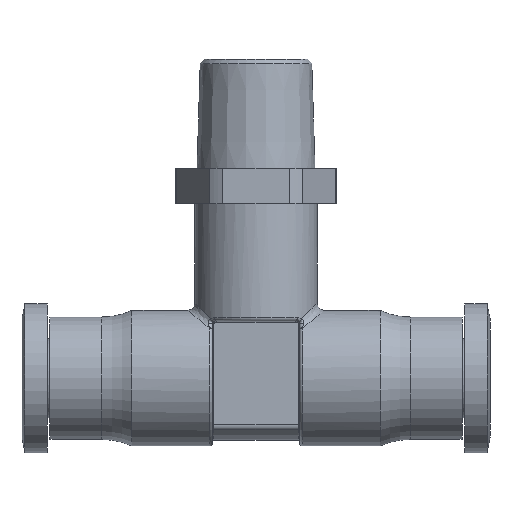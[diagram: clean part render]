
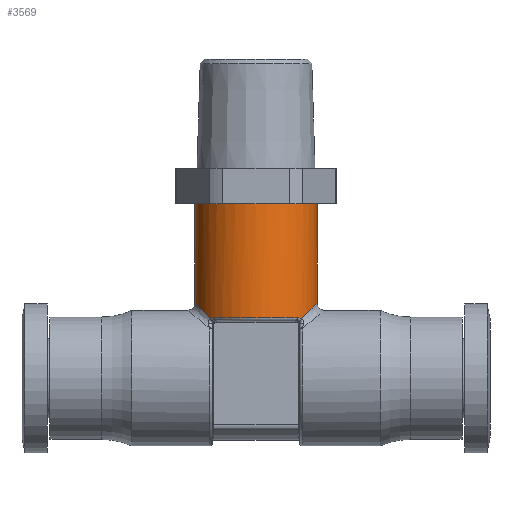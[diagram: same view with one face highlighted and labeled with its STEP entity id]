
A CAD part, front view. The second image highlights one B-rep face of the part: STEP entity #3569.
In plain terms, the highlighted cylindrical face has radius 5.334 mm (diameter 10.668 mm), a partial arc.
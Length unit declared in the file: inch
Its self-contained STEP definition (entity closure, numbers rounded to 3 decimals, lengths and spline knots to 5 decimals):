
#1081=DIRECTION('',(0.,0.,-1.));
#1082=VECTOR('',#1081,0.3415);
#1083=CARTESIAN_POINT('',(-0.21,0.,0.599));
#1084=LINE('',#1083,#1082);
#1085=CARTESIAN_POINT('',(0.,0.,0.599));
#1086=DIRECTION('',(0.,0.,-1.));
#1087=DIRECTION('',(1.,0.,0.));
#1088=AXIS2_PLACEMENT_3D('',#1085,#1086,#1087);
#1090=DIRECTION('',(0.,0.,-1.));
#1091=VECTOR('',#1090,0.3415);
#1092=CARTESIAN_POINT('',(0.21,0.,0.599));
#1093=LINE('',#1092,#1091);
#1100=CARTESIAN_POINT('',(0.15577,-0.14084,
0.20363));
#1101=CARTESIAN_POINT('',(0.15371,-0.14312,
0.20487));
#1102=CARTESIAN_POINT('',(0.14934,-0.14776,
0.20676));
#1103=CARTESIAN_POINT('',(0.14438,-0.15254,
0.2075));
#1104=CARTESIAN_POINT('',(0.14175,-0.15494,
0.2075));
#1251=CARTESIAN_POINT('',(-0.21,0.,
0.2575));
#1252=CARTESIAN_POINT('',(-0.21,-0.00789,
0.2575));
#1253=CARTESIAN_POINT('',(-0.2091,-0.02374,
0.25658));
#1254=CARTESIAN_POINT('',(-0.20509,-0.04722,
0.25249));
#1255=CARTESIAN_POINT('',(-0.19824,-0.07079,
0.24554));
#1256=CARTESIAN_POINT('',(-0.1882,-0.09441,
0.23542));
#1257=CARTESIAN_POINT('',(-0.17449,-0.11797,
0.22178));
#1258=CARTESIAN_POINT('',(-0.16251,-0.13338,
0.2101));
#1259=CARTESIAN_POINT('',(-0.15577,-0.14084,
0.20363));
#1325=CARTESIAN_POINT('',(-0.14175,-0.15494,0.2075));
#1326=CARTESIAN_POINT('',(-0.14432,-0.15259,
0.2075));
#1327=CARTESIAN_POINT('',(-0.14923,-0.14787,
0.20679));
#1328=CARTESIAN_POINT('',(-0.15367,-0.14317,
0.2049));
#1329=CARTESIAN_POINT('',(-0.15577,-0.14084,
0.20363));
#1347=CARTESIAN_POINT('',(0.,0.,0.2075));
#1348=DIRECTION('',(0.,0.,-1.));
#1349=DIRECTION('',(0.675,-0.738,0.));
#1350=AXIS2_PLACEMENT_3D('',#1347,#1348,#1349);
#1442=CARTESIAN_POINT('',(0.15577,-0.14084,
0.20363));
#1443=CARTESIAN_POINT('',(0.16252,-0.13337,
0.2101));
#1444=CARTESIAN_POINT('',(0.17451,-0.11794,
0.2218));
#1445=CARTESIAN_POINT('',(0.18822,-0.09436,
0.23545));
#1446=CARTESIAN_POINT('',(0.19826,-0.07072,
0.24556));
#1447=CARTESIAN_POINT('',(0.20511,-0.04715,
0.25251));
#1448=CARTESIAN_POINT('',(0.20911,-0.0237,
0.25659));
#1449=CARTESIAN_POINT('',(0.21,-0.00787,
0.2575));
#1450=CARTESIAN_POINT('',(0.21,0.,
0.2575));
#1676=CARTESIAN_POINT('',(0.21,0.,0.599));
#1677=CARTESIAN_POINT('',(-0.21,0.,0.599));
#1678=VERTEX_POINT('',#1676);
#1679=VERTEX_POINT('',#1677);
#1732=CARTESIAN_POINT('',(0.21,0.,
0.2575));
#1733=VERTEX_POINT('',#1732);
#1734=CARTESIAN_POINT('',(-0.21,0.,
0.2575));
#1735=VERTEX_POINT('',#1734);
#1740=VERTEX_POINT('',#1100);
#1741=VERTEX_POINT('',#1104);
#1746=CARTESIAN_POINT('',(-0.14175,-0.15494,0.2075));
#1747=VERTEX_POINT('',#1746);
#1748=VERTEX_POINT('',#1329);
#3549=CARTESIAN_POINT('',(0.,0.,-0.0547));
#3550=DIRECTION('',(0.,0.,1.));
#3551=DIRECTION('',(-1.,0.,0.));
#3552=AXIS2_PLACEMENT_3D('',#3549,#3550,#3551);
#3553=CYLINDRICAL_SURFACE('',#3552,0.21);
#3555=ORIENTED_EDGE('',*,*,#3554,.T.);
#3557=ORIENTED_EDGE('',*,*,#3556,.T.);
#3559=ORIENTED_EDGE('',*,*,#3558,.T.);
#3561=ORIENTED_EDGE('',*,*,#3560,.F.);
#3562=ORIENTED_EDGE('',*,*,#2394,.F.);
#3563=ORIENTED_EDGE('',*,*,#3543,.F.);
#3564=ORIENTED_EDGE('',*,*,#2390,.T.);
#3566=ORIENTED_EDGE('',*,*,#3565,.F.);
#3567=EDGE_LOOP('',(#3555,#3557,#3559,#3561,#3562,#3563,#3564,#3566));
#3568=FACE_OUTER_BOUND('',#3567,.F.);
#3569=ADVANCED_FACE('',(#3568),#3553,.T.);
#1089=CIRCLE('',#1088,0.21);
#1105=B_SPLINE_CURVE_WITH_KNOTS('',3,(#1100,#1101,#1102,#1103,#1104),
.UNSPECIFIED.,.F.,.F.,(4,1,4),(0.,0.5,1.),.UNSPECIFIED.);
#1260=B_SPLINE_CURVE_WITH_KNOTS('',3,(#1251,#1252,#1253,#1254,#1255,#1256,#1257,
#1258,#1259),.UNSPECIFIED.,.F.,.F.,(4,1,1,1,1,1,4),(0.,0.16667,
0.33333,0.5,0.66667,0.83333,1.),
.UNSPECIFIED.);
#1330=B_SPLINE_CURVE_WITH_KNOTS('',3,(#1325,#1326,#1327,#1328,#1329),
.UNSPECIFIED.,.F.,.F.,(4,1,4),(0.,0.5,1.),.UNSPECIFIED.);
#1351=CIRCLE('',#1350,0.21);
#1451=B_SPLINE_CURVE_WITH_KNOTS('',3,(#1442,#1443,#1444,#1445,#1446,#1447,#1448,
#1449,#1450),.UNSPECIFIED.,.F.,.F.,(4,1,1,1,1,1,4),(0.,0.16667,
0.33333,0.5,0.66667,0.83333,1.),
.UNSPECIFIED.);
#2390=EDGE_CURVE('',#1678,#1733,#1093,.T.);
#2394=EDGE_CURVE('',#1679,#1735,#1084,.T.);
#3543=EDGE_CURVE('',#1678,#1679,#1089,.T.);
#3554=EDGE_CURVE('',#1740,#1741,#1105,.T.);
#3556=EDGE_CURVE('',#1741,#1747,#1351,.T.);
#3558=EDGE_CURVE('',#1747,#1748,#1330,.T.);
#3560=EDGE_CURVE('',#1735,#1748,#1260,.T.);
#3565=EDGE_CURVE('',#1740,#1733,#1451,.T.);
